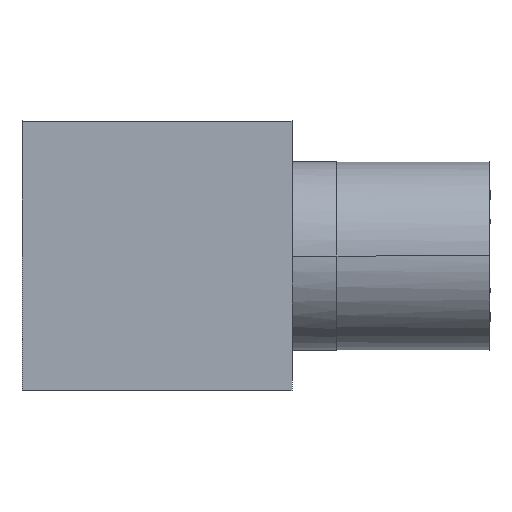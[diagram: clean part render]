
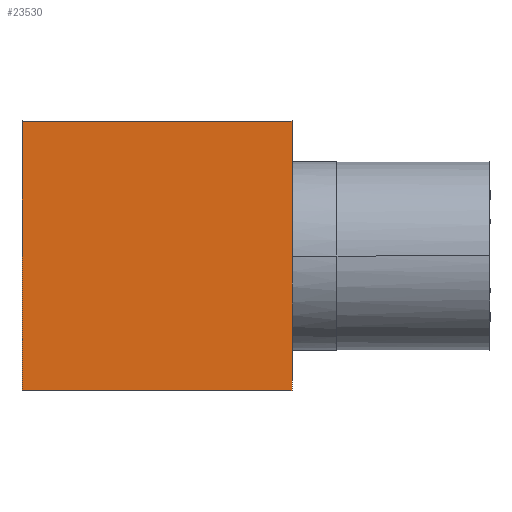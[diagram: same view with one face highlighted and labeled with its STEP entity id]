
A CAD part, front view. The second image highlights one B-rep face of the part: STEP entity #23530.
In plain terms, the highlighted free-form (B-spline) face has degree [1, 1] with [2, 2] control points.
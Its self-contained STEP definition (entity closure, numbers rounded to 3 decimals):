
#23180 = CARTESIAN_POINT ('', (0., -25., 30.));
#23190 = VERTEX_POINT ('', #23180);
#23200 = CARTESIAN_POINT ('', (0., -25., -30.));
#23210 = VERTEX_POINT ('', #23200);
#23220 = CARTESIAN_POINT ('', (0., -25., 30.));
#23230 = CARTESIAN_POINT ('', (0., -25., -30.));
#23240 = B_SPLINE_CURVE_WITH_KNOTS ('', 1, (#23220, #23230), .UNSPECIFIED., .F., .U., (2, 2), (0., 1.), .UNSPECIFIED.);
#23250 = EDGE_CURVE ('', #23190, #23210, #23240, .T.);
#23260 = ORIENTED_EDGE ('', *, *, #23250, .T.);
#23270 = CARTESIAN_POINT ('', (60., -25., -30.));
#23280 = VERTEX_POINT ('', #23270);
#23290 = CARTESIAN_POINT ('', (0., -25., -30.));
#23300 = CARTESIAN_POINT ('', (60., -25., -30.));
#23310 = B_SPLINE_CURVE_WITH_KNOTS ('', 1, (#23290, #23300), .UNSPECIFIED., .F., .U., (2, 2), (0., 1.), .UNSPECIFIED.);
#23320 = EDGE_CURVE ('', #23210, #23280, #23310, .T.);
#23330 = ORIENTED_EDGE ('', *, *, #23320, .T.);
#23340 = CARTESIAN_POINT ('', (60., -25., 30.));
#23350 = VERTEX_POINT ('', #23340);
#23360 = CARTESIAN_POINT ('', (60., -25., -30.));
#23370 = CARTESIAN_POINT ('', (60., -25., 30.));
#23380 = B_SPLINE_CURVE_WITH_KNOTS ('', 1, (#23360, #23370), .UNSPECIFIED., .F., .U., (2, 2), (0., 1.), .UNSPECIFIED.);
#23390 = EDGE_CURVE ('', #23280, #23350, #23380, .T.);
#23400 = ORIENTED_EDGE ('', *, *, #23390, .T.);
#23410 = CARTESIAN_POINT ('', (60., -25., 30.));
#23420 = CARTESIAN_POINT ('', (0., -25., 30.));
#23430 = B_SPLINE_CURVE_WITH_KNOTS ('', 1, (#23410, #23420), .UNSPECIFIED., .F., .U., (2, 2), (0., 1.), .UNSPECIFIED.);
#23440 = EDGE_CURVE ('', #23350, #23190, #23430, .T.);
#23450 = ORIENTED_EDGE ('', *, *, #23440, .T.);
#23460 = EDGE_LOOP ('', (#23260, #23330, #23400, #23450));
#23470 = FACE_OUTER_BOUND ('', #23460, .T.);
#23480 = CARTESIAN_POINT ('', (0., -25., 30.));
#23490 = CARTESIAN_POINT ('', (60., -25., 30.));
#23500 = CARTESIAN_POINT ('', (0., -25., -30.));
#23510 = CARTESIAN_POINT ('', (60., -25., -30.));
#23520 = B_SPLINE_SURFACE_WITH_KNOTS ('', 1, 1, ((#23480, #23490), (#23500, #23510)), .UNSPECIFIED., .F., .F., .U., (2, 2), (2, 2), (0., 1.), (0., 1.), .UNSPECIFIED.);
#23530 = ADVANCED_FACE ('', (#23470), #23520, .T.);
